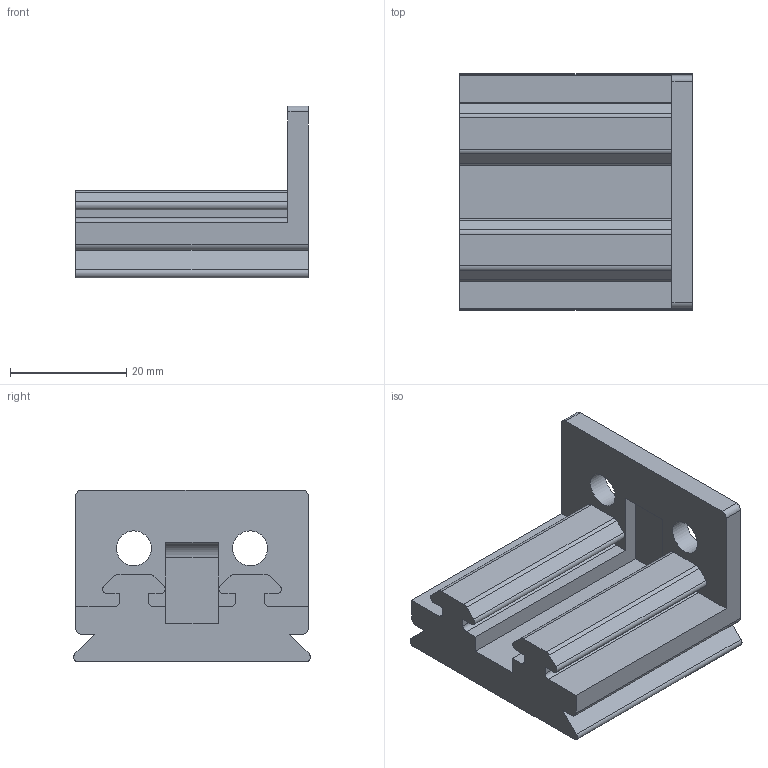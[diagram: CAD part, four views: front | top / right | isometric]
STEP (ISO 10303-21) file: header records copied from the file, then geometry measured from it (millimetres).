
FILE_DESCRIPTION(/* description */ (''),/* implementation_level */ '2;1');
FILE_NAME(/* name */ 'tripod mount v16.step',/* time_stamp */ '2020-04-13T19:20:14-04:00',/* author */ (''),/* organization */ (''),/* preprocessor_version */ 'ST-DEVELOPER v18',/* originating_system */ 'Autodesk Translation Framework v8.12.0.6',/* authorisation */ '');
FILE_SCHEMA (('AUTOMOTIVE_DESIGN { 1 0 10303 214 3 1 1 }'));
Length unit declared in the file: millimetre
Products named in the file (1): tripod mount
Bounding box: 40 x 40.73 x 29.52 mm (x, y, z)
Volume: 19177.5 mm3; surface area: 8465.1 mm2
Topology: 1 solids, 1 shells, 55 faces, 159 edges, 106 vertices
Faces by surface type: plane 33, cylinder 22
Full cylindrical faces by diameter (mm): 6 x2
Entity records: 1865 total; most frequent: CARTESIAN_POINT 321, ORIENTED_EDGE 318, DIRECTION 315, EDGE_CURVE 159, LINE 115, VECTOR 115, VERTEX_POINT 106, AXIS2_PLACEMENT_3D 100
